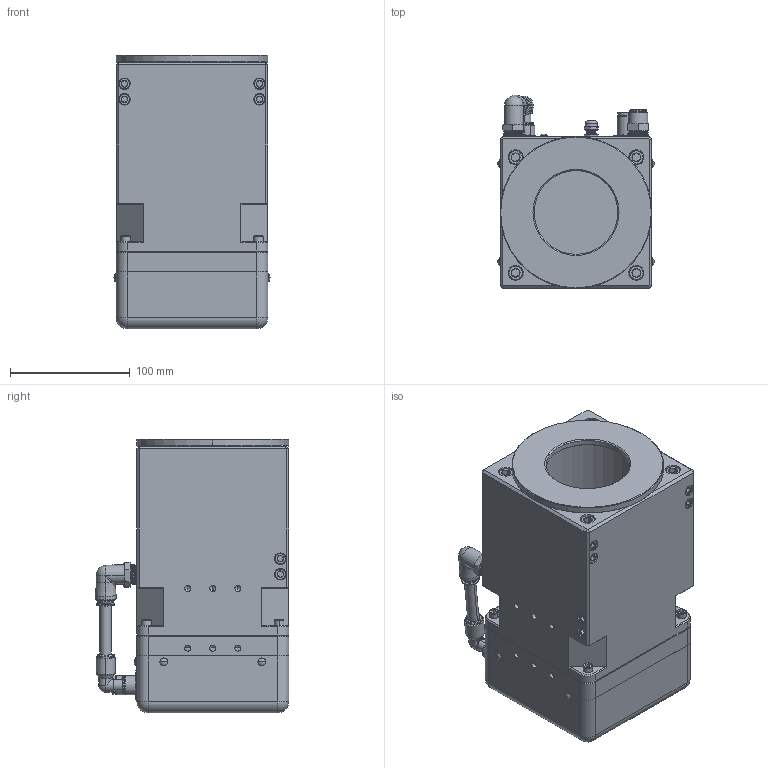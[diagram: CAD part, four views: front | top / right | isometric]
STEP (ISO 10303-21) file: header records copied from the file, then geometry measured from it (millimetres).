
FILE_DESCRIPTION (( 'STEP AP214' ), '1' );
FILE_NAME ('SK-9711A HP100A-12KW-HD-TUBE.STEP', '2019-02-19T15:55:46', ( '' ), ( '' ), 'SwSTEP 2.0', 'SolidWorks 2018', '' );
FILE_SCHEMA (( 'AUTOMOTIVE_DESIGN' ));
Length unit declared in the file: millimetre
Products named in the file (1): SK-9711A HP100A-12KW-HD-TUBE
Bounding box: 130.71 x 161.83 x 229.03 mm (x, y, z)
Surface area: 365742.7 mm2 (no closed solid volume)
Topology: 0 solids, 41 shells, 4219 faces, 11380 edges, 7315 vertices
Faces by surface type: plane 3053, cylinder 515, cone 488, bspline 101, torus 36, sphere 26
Entity records: 217985 total; most frequent: CARTESIAN_POINT 66521, ORIENTED_EDGE 22612, DIRECTION 20185, EDGE_CURVE 11320, LINE 8981, VECTOR 8981, VERTEX_POINT 7311, AXIS2_PLACEMENT_3D 5602
